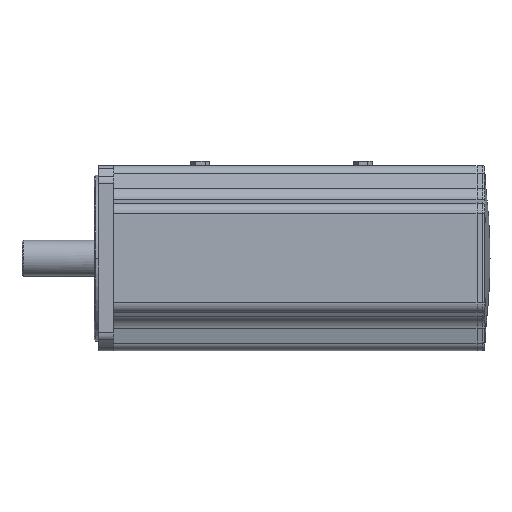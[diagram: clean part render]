
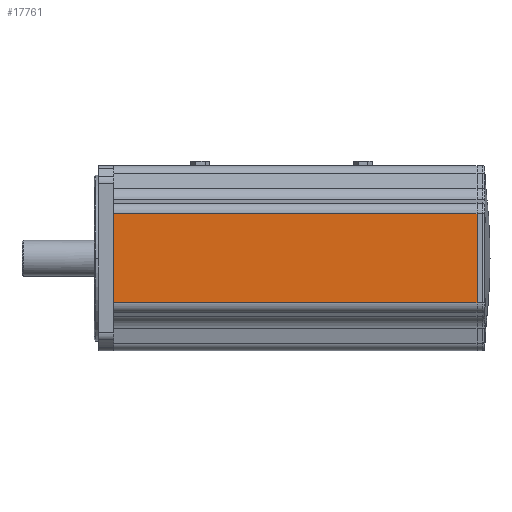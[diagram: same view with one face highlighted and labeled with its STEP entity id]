
A CAD part, front view. The second image highlights one B-rep face of the part: STEP entity #17761.
In plain terms, the highlighted planar face has unit normal (0, -1, 0).
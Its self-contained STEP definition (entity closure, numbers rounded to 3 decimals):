
#17044=DIRECTION('',(-1.,0.,0.));
#17045=VECTOR('',#17044,285.);
#17046=CARTESIAN_POINT('',(357.,-72.5,-34.941));
#17047=LINE('',#17046,#17045);
#17048=DIRECTION('',(0.,0.,1.));
#17049=VECTOR('',#17048,69.883);
#17050=CARTESIAN_POINT('',(72.,-72.5,-34.941));
#17051=LINE('',#17050,#17049);
#17052=DIRECTION('',(-1.,0.,0.));
#17053=VECTOR('',#17052,285.);
#17054=CARTESIAN_POINT('',(357.,-72.5,34.941));
#17055=LINE('',#17054,#17053);
#17056=DIRECTION('',(0.,0.,-1.));
#17057=VECTOR('',#17056,69.883);
#17058=CARTESIAN_POINT('',(357.,-72.5,34.941));
#17059=LINE('',#17058,#17057);
#17401=CARTESIAN_POINT('',(72.,-72.5,-34.941));
#17403=VERTEX_POINT('',#17401);
#17404=CARTESIAN_POINT('',(357.,-72.5,-34.941));
#17405=VERTEX_POINT('',#17404);
#17408=CARTESIAN_POINT('',(72.,-72.5,34.941));
#17410=VERTEX_POINT('',#17408);
#17414=CARTESIAN_POINT('',(357.,-72.5,34.941));
#17415=VERTEX_POINT('',#17414);
#17747=CARTESIAN_POINT('',(72.,-72.5,41.08));
#17748=DIRECTION('',(0.,-1.,0.));
#17749=DIRECTION('',(0.,0.,-1.));
#17750=AXIS2_PLACEMENT_3D('',#17747,#17748,#17749);
#17751=PLANE('',#17750);
#17753=ORIENTED_EDGE('',*,*,#17752,.T.);
#17755=ORIENTED_EDGE('',*,*,#17754,.T.);
#17756=ORIENTED_EDGE('',*,*,#17742,.F.);
#17758=ORIENTED_EDGE('',*,*,#17757,.T.);
#17759=EDGE_LOOP('',(#17753,#17755,#17756,#17758));
#17760=FACE_OUTER_BOUND('',#17759,.F.);
#17761=ADVANCED_FACE('',(#17760),#17751,.T.);
#17742=EDGE_CURVE('',#17415,#17410,#17055,.T.);
#17752=EDGE_CURVE('',#17405,#17403,#17047,.T.);
#17754=EDGE_CURVE('',#17403,#17410,#17051,.T.);
#17757=EDGE_CURVE('',#17415,#17405,#17059,.T.);
